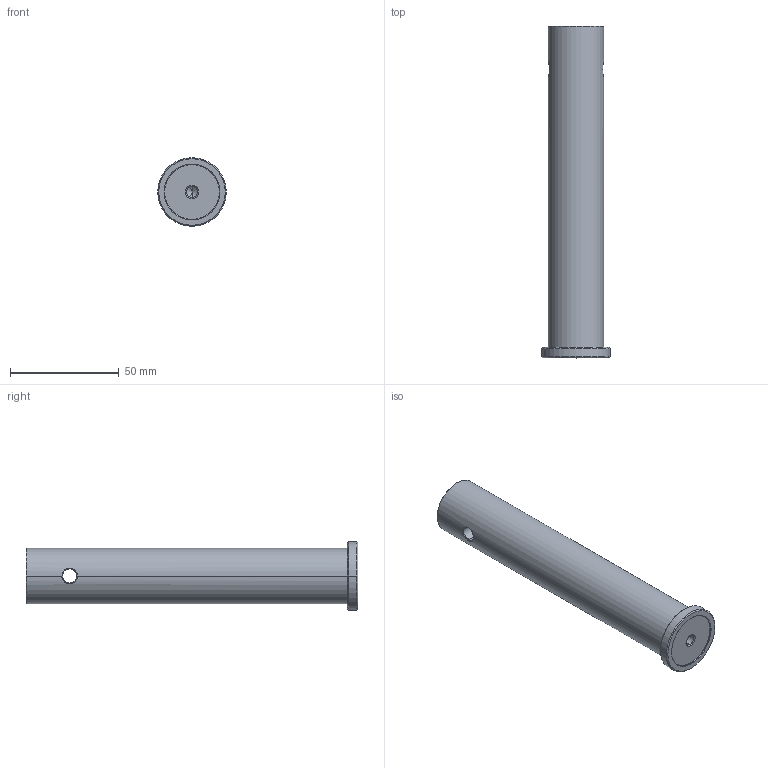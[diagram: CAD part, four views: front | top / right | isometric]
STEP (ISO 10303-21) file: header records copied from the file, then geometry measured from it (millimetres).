
FILE_DESCRIPTION (( 'STEP AP203' ), '1' );
FILE_NAME ('02FHP-6M.STEP', '2024-09-26T05:38:46', ( '' ), ( '' ), 'SwSTEP 2.0', 'SolidWorks 2024', '' );
FILE_SCHEMA (( 'CONFIG_CONTROL_DESIGN' ));
Length unit declared in the file: millimetre
Products named in the file (1): 02FHP-6M
Bounding box: 31.5 x 152.4 x 31.5 mm (x, y, z)
Volume: 77640.8 mm3; surface area: 14563.4 mm2
Topology: 1 solids, 1 shells, 38 faces, 88 edges, 50 vertices
Faces by surface type: cone 12, cylinder 12, torus 6, bspline 4, plane 4
Entity records: 4183 total; most frequent: CARTESIAN_POINT 3279, DIRECTION 176, ORIENTED_EDGE 168, EDGE_CURVE 84, AXIS2_PLACEMENT_3D 75, VERTEX_POINT 50, EDGE_LOOP 42, CIRCLE 40
